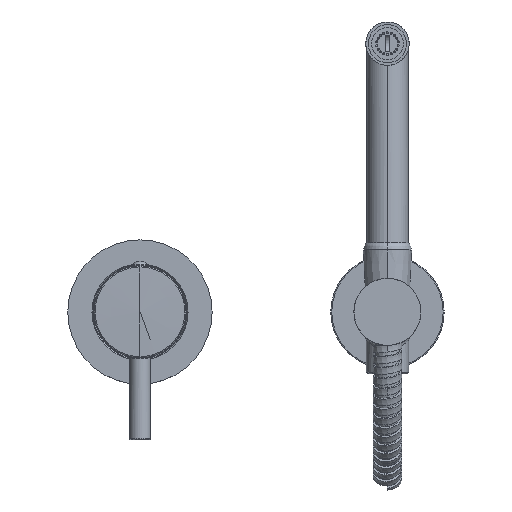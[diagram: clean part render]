
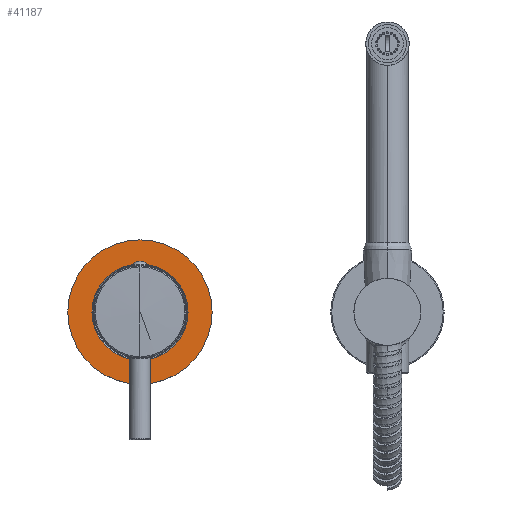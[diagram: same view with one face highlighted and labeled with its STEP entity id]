
A CAD part, top view. The second image highlights one B-rep face of the part: STEP entity #41187.
In plain terms, the highlighted planar face has unit normal (0, 0, 1).
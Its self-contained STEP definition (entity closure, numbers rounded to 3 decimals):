
#40649=CARTESIAN_POINT('',(0.,0.,49.));
#40650=DIRECTION('',(0.,0.,1.));
#40651=DIRECTION('',(-1.,0.,0.));
#40652=AXIS2_PLACEMENT_3D('',#40649,#40650,#40651);
#40654=CARTESIAN_POINT('',(0.,0.,49.));
#40655=DIRECTION('',(0.,0.,-1.));
#40656=DIRECTION('',(-1.,0.,0.));
#40657=AXIS2_PLACEMENT_3D('',#40654,#40655,#40656);
#40659=CARTESIAN_POINT('',(0.,0.,49.));
#40660=DIRECTION('',(0.,0.,1.));
#40661=DIRECTION('',(1.,0.,0.));
#40662=AXIS2_PLACEMENT_3D('',#40659,#40660,#40661);
#40664=CARTESIAN_POINT('',(0.,0.,49.));
#40665=DIRECTION('',(0.,0.,1.));
#40666=DIRECTION('',(-1.,0.,0.));
#40667=AXIS2_PLACEMENT_3D('',#40664,#40665,#40666);
#40738=CARTESIAN_POINT('',(-35.,0.,49.));
#40740=VERTEX_POINT('',#40738);
#40750=CARTESIAN_POINT('',(35.,0.,49.));
#40752=VERTEX_POINT('',#40750);
#40781=CARTESIAN_POINT('',(23.3,0.,49.));
#40782=CARTESIAN_POINT('',(-23.3,0.,49.));
#40783=VERTEX_POINT('',#40781);
#40784=VERTEX_POINT('',#40782);
#41172=CARTESIAN_POINT('',(0.,0.,49.));
#41173=DIRECTION('',(0.,0.,-1.));
#41174=DIRECTION('',(1.,0.,0.));
#41175=AXIS2_PLACEMENT_3D('',#41172,#41173,#41174);
#41176=PLANE('',#41175);
#41177=ORIENTED_EDGE('',*,*,#41158,.F.);
#41178=ORIENTED_EDGE('',*,*,#41140,.T.);
#41179=EDGE_LOOP('',(#41177,#41178));
#41180=FACE_OUTER_BOUND('',#41179,.F.);
#41182=ORIENTED_EDGE('',*,*,#41181,.T.);
#41184=ORIENTED_EDGE('',*,*,#41183,.T.);
#41185=EDGE_LOOP('',(#41182,#41184));
#41186=FACE_BOUND('',#41185,.F.);
#41187=ADVANCED_FACE('',(#41180,#41186),#41176,.F.);
#40653=CIRCLE('',#40652,35.);
#40658=CIRCLE('',#40657,35.);
#40663=CIRCLE('',#40662,23.3);
#40668=CIRCLE('',#40667,23.3);
#41140=EDGE_CURVE('',#40740,#40752,#40658,.T.);
#41158=EDGE_CURVE('',#40740,#40752,#40653,.T.);
#41181=EDGE_CURVE('',#40783,#40784,#40663,.T.);
#41183=EDGE_CURVE('',#40784,#40783,#40668,.T.);
